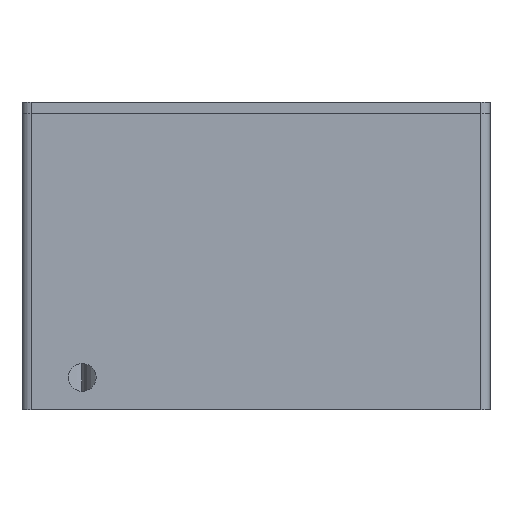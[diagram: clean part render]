
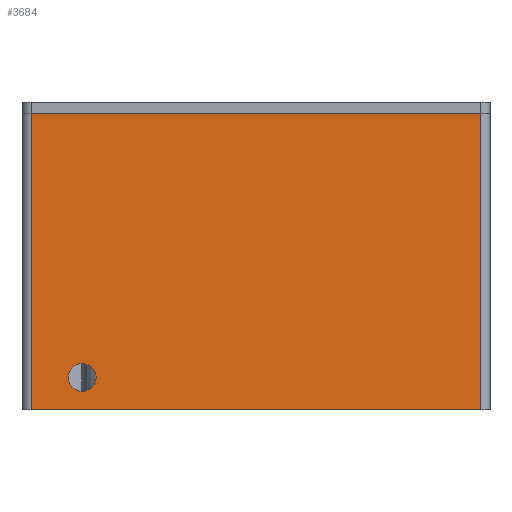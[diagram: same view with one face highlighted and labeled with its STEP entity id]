
A CAD part, left-side view. The second image highlights one B-rep face of the part: STEP entity #3684.
In plain terms, the highlighted planar face has unit normal (-1, 0, 0).
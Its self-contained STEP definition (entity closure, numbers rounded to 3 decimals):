
#236=FACE_BOUND('',#734,.T.);
#324=PLANE('',#3900);
#511=FACE_OUTER_BOUND('',#733,.T.);
#733=EDGE_LOOP('',(#3327,#3328,#3329,#3330));
#734=EDGE_LOOP('',(#3331));
#769=LINE('',#4730,#1089);
#773=LINE('',#4739,#1093);
#835=LINE('',#5183,#1155);
#1051=LINE('',#6780,#1371);
#1089=VECTOR('',#3958,10.);
#1093=VECTOR('',#3966,10.);
#1155=VECTOR('',#4082,10.);
#1371=VECTOR('',#4588,10.);
#1461=CIRCLE('',#3823,1.5);
#1498=VERTEX_POINT('',#4723);
#1501=VERTEX_POINT('',#4728);
#1504=VERTEX_POINT('',#4738);
#1629=VERTEX_POINT('',#5182);
#1687=VERTEX_POINT('',#5374);
#1859=EDGE_CURVE('',#1501,#1498,#769,.T.);
#1863=EDGE_CURVE('',#1498,#1504,#773,.T.);
#1993=EDGE_CURVE('',#1504,#1629,#835,.T.);
#2090=EDGE_CURVE('',#1687,#1687,#1461,.T.);
#2333=EDGE_CURVE('',#1501,#1629,#1051,.T.);
#3327=ORIENTED_EDGE('',*,*,#1859,.F.);
#3328=ORIENTED_EDGE('',*,*,#2333,.T.);
#3329=ORIENTED_EDGE('',*,*,#1993,.F.);
#3330=ORIENTED_EDGE('',*,*,#1863,.F.);
#3331=ORIENTED_EDGE('',*,*,#2090,.T.);
#3684=ADVANCED_FACE('',(#511,#236),#324,.T.);
#3823=AXIS2_PLACEMENT_3D('',#5376,#4284,#4285);
#3900=AXIS2_PLACEMENT_3D('',#6779,#4586,#4587);
#3958=DIRECTION('',(0.,0.,1.));
#3966=DIRECTION('',(0.,-1.,0.));
#4082=DIRECTION('',(0.,0.,-1.));
#4284=DIRECTION('center_axis',(1.,0.,0.));
#4285=DIRECTION('ref_axis',(0.,1.,0.));
#4586=DIRECTION('center_axis',(-1.,0.,0.));
#4587=DIRECTION('ref_axis',(0.,-1.,0.));
#4588=DIRECTION('',(0.,-1.,0.));
#4723=CARTESIAN_POINT('',(-30.75,24.25,32.));
#4728=CARTESIAN_POINT('',(-30.75,24.25,0.));
#4730=CARTESIAN_POINT('',(-30.75,24.25,0.));
#4738=CARTESIAN_POINT('',(-30.75,-24.25,32.));
#4739=CARTESIAN_POINT('',(-30.75,12.625,32.));
#5182=CARTESIAN_POINT('',(-30.75,-24.25,0.));
#5183=CARTESIAN_POINT('',(-30.75,-24.25,0.));
#5374=CARTESIAN_POINT('',(-30.75,17.25,3.5));
#5376=CARTESIAN_POINT('Origin',(-30.75,18.75,3.5));
#6779=CARTESIAN_POINT('Origin',(-30.75,25.25,0.));
#6780=CARTESIAN_POINT('',(-30.75,25.25,0.));
